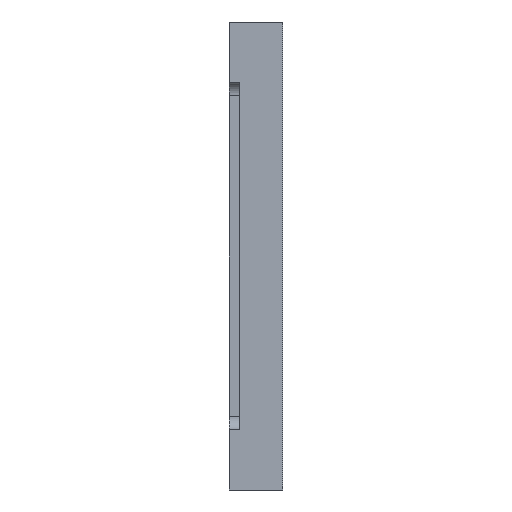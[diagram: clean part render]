
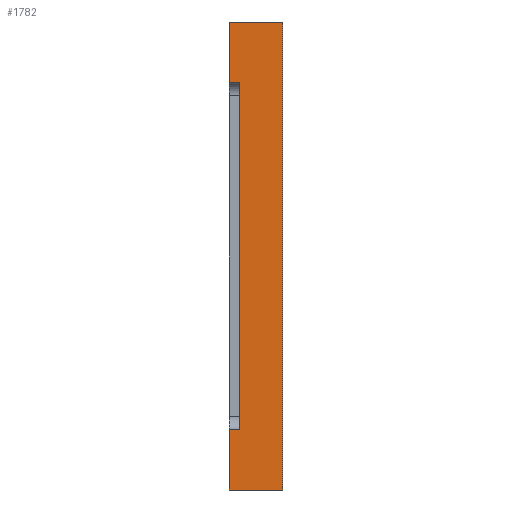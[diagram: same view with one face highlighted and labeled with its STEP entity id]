
A CAD part, left-side view. The second image highlights one B-rep face of the part: STEP entity #1782.
In plain terms, the highlighted planar face has unit normal (-1, 0, 0).
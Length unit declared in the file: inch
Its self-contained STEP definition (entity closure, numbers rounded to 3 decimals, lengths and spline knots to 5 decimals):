
#14 = EDGE_CURVE ( 'NONE', #1086, #921, #79, .T. ) ;
#18 = EDGE_LOOP ( 'NONE', ( #814, #1417, #870, #66, #1707, #1924, #694, #511 ) ) ;
#58 = LINE ( 'NONE', #1708, #1544 ) ;
#66 = ORIENTED_EDGE ( 'NONE', *, *, #14, .F. ) ;
#79 = LINE ( 'NONE', #1253, #1623 ) ;
#84 = DIRECTION ( 'NONE',  ( 0., 0., -1. ) ) ;
#85 = PLANE ( 'NONE',  #673 ) ;
#159 = CARTESIAN_POINT ( 'NONE',  ( -1.3, 0.16, -0.65 ) ) ;
#197 = DIRECTION ( 'NONE',  ( 0., 1., 0. ) ) ;
#290 = CARTESIAN_POINT ( 'NONE',  ( -1.3, 0.16, 0.65 ) ) ;
#301 = LINE ( 'NONE', #290, #395 ) ;
#353 = DIRECTION ( 'NONE',  ( 0., 0., 1. ) ) ;
#383 = EDGE_CURVE ( 'NONE', #983, #1246, #1770, .T. ) ;
#395 = VECTOR ( 'NONE', #456, 39.37008 ) ;
#410 = LINE ( 'NONE', #1648, #1295 ) ;
#456 = DIRECTION ( 'NONE',  ( 0., 1., 0. ) ) ;
#511 = ORIENTED_EDGE ( 'NONE', *, *, #1074, .F. ) ;
#514 = EDGE_CURVE ( 'NONE', #1293, #1086, #410, .T. ) ;
#529 = EDGE_CURVE ( 'NONE', #1293, #983, #1781, .T. ) ;
#550 = VERTEX_POINT ( 'NONE', #1386 ) ;
#569 = DIRECTION ( 'NONE',  ( 0., 0., -1. ) ) ;
#600 = DIRECTION ( 'NONE',  ( 0., 1., 0. ) ) ;
#673 = AXIS2_PLACEMENT_3D ( 'NONE', #705, #1730, #1314 ) ;
#694 = ORIENTED_EDGE ( 'NONE', *, *, #383, .T. ) ;
#705 = CARTESIAN_POINT ( 'NONE',  ( -1.3, 0., 0.67 ) ) ;
#712 = EDGE_CURVE ( 'NONE', #550, #1878, #58, .T. ) ;
#724 = CARTESIAN_POINT ( 'NONE',  ( -1.3, 0.2, 0.67 ) ) ;
#727 = CARTESIAN_POINT ( 'NONE',  ( -1.3, 0.2, 0.67 ) ) ;
#757 = CARTESIAN_POINT ( 'NONE',  ( -1.3, 0.16, 0.65 ) ) ;
#814 = ORIENTED_EDGE ( 'NONE', *, *, #712, .F. ) ;
#847 = VECTOR ( 'NONE', #600, 39.37008 ) ;
#857 = EDGE_CURVE ( 'NONE', #1861, #921, #1026, .T. ) ;
#870 = ORIENTED_EDGE ( 'NONE', *, *, #857, .T. ) ;
#900 = DIRECTION ( 'NONE',  ( 0., 0., -1. ) ) ;
#907 = CARTESIAN_POINT ( 'NONE',  ( -1.3, 0.2, 0.875 ) ) ;
#921 = VERTEX_POINT ( 'NONE', #1758 ) ;
#932 = CARTESIAN_POINT ( 'NONE',  ( -1.3, 0., 0.875 ) ) ;
#983 = VERTEX_POINT ( 'NONE', #907 ) ;
#1026 = LINE ( 'NONE', #724, #1866 ) ;
#1074 = EDGE_CURVE ( 'NONE', #1878, #1246, #301, .T. ) ;
#1086 = VERTEX_POINT ( 'NONE', #1509 ) ;
#1133 = EDGE_CURVE ( 'NONE', #550, #1861, #1186, .T. ) ;
#1152 = FACE_OUTER_BOUND ( 'NONE', #18, .T. ) ;
#1186 = LINE ( 'NONE', #159, #847 ) ;
#1246 = VERTEX_POINT ( 'NONE', #1653 ) ;
#1253 = CARTESIAN_POINT ( 'NONE',  ( -1.3, 0., -0.875 ) ) ;
#1293 = VERTEX_POINT ( 'NONE', #1568 ) ;
#1295 = VECTOR ( 'NONE', #900, 39.37008 ) ;
#1314 = DIRECTION ( 'NONE',  ( 0., 0., -1. ) ) ;
#1386 = CARTESIAN_POINT ( 'NONE',  ( -1.3, 0.16, -0.65 ) ) ;
#1393 = VECTOR ( 'NONE', #569, 39.37008 ) ;
#1398 = DIRECTION ( 'NONE',  ( 0., 1., 0. ) ) ;
#1417 = ORIENTED_EDGE ( 'NONE', *, *, #1133, .T. ) ;
#1509 = CARTESIAN_POINT ( 'NONE',  ( -1.3, 0., -0.875 ) ) ;
#1544 = VECTOR ( 'NONE', #353, 39.37008 ) ;
#1568 = CARTESIAN_POINT ( 'NONE',  ( -1.3, 0., 0.875 ) ) ;
#1623 = VECTOR ( 'NONE', #197, 39.37008 ) ;
#1648 = CARTESIAN_POINT ( 'NONE',  ( -1.3, 0., 0.67 ) ) ;
#1653 = CARTESIAN_POINT ( 'NONE',  ( -1.3, 0.2, 0.65 ) ) ;
#1662 = VECTOR ( 'NONE', #1398, 39.37008 ) ;
#1707 = ORIENTED_EDGE ( 'NONE', *, *, #514, .F. ) ;
#1708 = CARTESIAN_POINT ( 'NONE',  ( -1.3, 0.16, 0.65 ) ) ;
#1730 = DIRECTION ( 'NONE',  ( 1., 0., 0. ) ) ;
#1758 = CARTESIAN_POINT ( 'NONE',  ( -1.3, 0.2, -0.875 ) ) ;
#1770 = LINE ( 'NONE', #727, #1393 ) ;
#1781 = LINE ( 'NONE', #932, #1662 ) ;
#1782 = ADVANCED_FACE ( 'NONE', ( #1152 ), #85, .F. ) ;
#1861 = VERTEX_POINT ( 'NONE', #1952 ) ;
#1866 = VECTOR ( 'NONE', #84, 39.37008 ) ;
#1878 = VERTEX_POINT ( 'NONE', #757 ) ;
#1924 = ORIENTED_EDGE ( 'NONE', *, *, #529, .T. ) ;
#1952 = CARTESIAN_POINT ( 'NONE',  ( -1.3, 0.2, -0.65 ) ) ;
